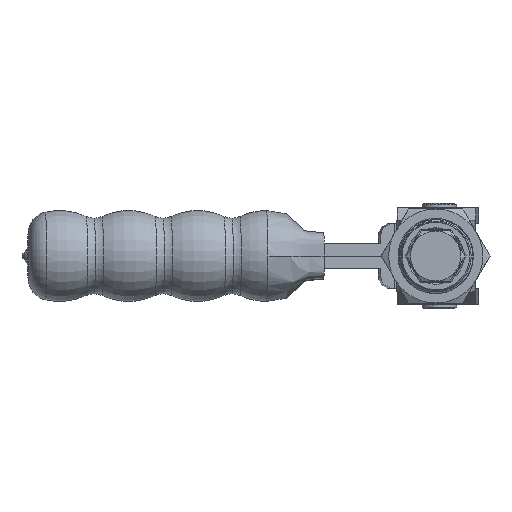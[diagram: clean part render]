
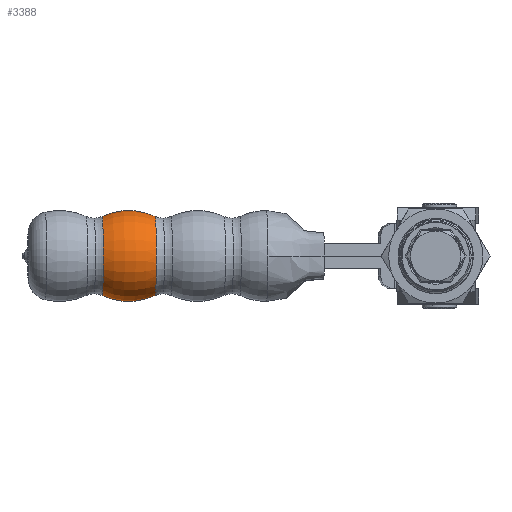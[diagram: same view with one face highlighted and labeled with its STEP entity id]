
A CAD part, left-side view. The second image highlights one B-rep face of the part: STEP entity #3388.
In plain terms, the highlighted toroidal (fillet/blend) face has major radius 5.5 mm and minor radius 20 mm.
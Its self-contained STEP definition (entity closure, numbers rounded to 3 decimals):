
#374 = DIRECTION ( 'NONE',  ( 0., 0., -1. ) ) ;
#1373 = CIRCLE ( 'NONE', #30439, 12.622 ) ;
#2508 = CIRCLE ( 'NONE', #28757, 20. ) ;
#3388 = ADVANCED_FACE ( 'NONE', ( #31983 ), #9026, .T. ) ;
#3549 = ORIENTED_EDGE ( 'NONE', *, *, #20392, .F. ) ;
#3638 = EDGE_CURVE ( 'NONE', #7424, #25273, #2508, .T. ) ;
#4989 = CIRCLE ( 'NONE', #21562, 20. ) ;
#6553 = DIRECTION ( 'NONE',  ( 0.035, -0.999, 0. ) ) ;
#7424 = VERTEX_POINT ( 'NONE', #21569 ) ;
#7607 = CARTESIAN_POINT ( 'NONE',  ( 150.579, 97.972, 5.5 ) ) ;
#8636 = VERTEX_POINT ( 'NONE', #9257 ) ;
#9026 = TOROIDAL_SURFACE ( 'NONE', #32845, -5.5, 20. ) ;
#9257 = CARTESIAN_POINT ( 'NONE',  ( 150.283, 106.428, 12.622 ) ) ;
#9313 = CARTESIAN_POINT ( 'NONE',  ( 150.874, 89.515, -12.622 ) ) ;
#10186 = DIRECTION ( 'NONE',  ( 0.035, -0.999, 0. ) ) ;
#10802 = CIRCLE ( 'NONE', #30247, 12.622 ) ;
#12620 = EDGE_CURVE ( 'NONE', #8636, #7424, #1373, .T. ) ;
#13140 = DIRECTION ( 'NONE',  ( 0.035, -0.999, 0. ) ) ;
#13184 = ORIENTED_EDGE ( 'NONE', *, *, #13559, .F. ) ;
#13559 = EDGE_CURVE ( 'NONE', #8636, #32013, #4989, .T. ) ;
#14285 = CARTESIAN_POINT ( 'NONE',  ( 150.579, 97.972, -5.5 ) ) ;
#15853 = DIRECTION ( 'NONE',  ( 0.035, -0.999, 0. ) ) ;
#16080 = CARTESIAN_POINT ( 'NONE',  ( 150.874, 89.515, 12.622 ) ) ;
#16873 = DIRECTION ( 'NONE',  ( -0.035, 0.999, 0. ) ) ;
#16962 = ORIENTED_EDGE ( 'NONE', *, *, #12620, .T. ) ;
#18848 = ORIENTED_EDGE ( 'NONE', *, *, #3638, .T. ) ;
#20392 = EDGE_CURVE ( 'NONE', #32013, #25273, #10802, .T. ) ;
#21562 = AXIS2_PLACEMENT_3D ( 'NONE', #14285, #32297, #16873 ) ;
#21569 = CARTESIAN_POINT ( 'NONE',  ( 150.283, 106.428, -12.622 ) ) ;
#21970 = CARTESIAN_POINT ( 'NONE',  ( 150.283, 106.428, 0. ) ) ;
#23057 = CARTESIAN_POINT ( 'NONE',  ( 150.579, 97.972, 0. ) ) ;
#23735 = EDGE_LOOP ( 'NONE', ( #13184, #16962, #18848, #3549 ) ) ;
#24578 = DIRECTION ( 'NONE',  ( 0., 0., -1. ) ) ;
#25273 = VERTEX_POINT ( 'NONE', #9313 ) ;
#25601 = DIRECTION ( 'NONE',  ( -0.999, -0.035, 0. ) ) ;
#28757 = AXIS2_PLACEMENT_3D ( 'NONE', #7607, #25601, #10186 ) ;
#30247 = AXIS2_PLACEMENT_3D ( 'NONE', #31305, #15853, #374 ) ;
#30439 = AXIS2_PLACEMENT_3D ( 'NONE', #21970, #6553, #24578 ) ;
#31178 = DIRECTION ( 'NONE',  ( 0., 0., -1. ) ) ;
#31305 = CARTESIAN_POINT ( 'NONE',  ( 150.874, 89.515, 0. ) ) ;
#31983 = FACE_OUTER_BOUND ( 'NONE', #23735, .T. ) ;
#32013 = VERTEX_POINT ( 'NONE', #16080 ) ;
#32297 = DIRECTION ( 'NONE',  ( 0.999, 0.035, 0. ) ) ;
#32845 = AXIS2_PLACEMENT_3D ( 'NONE', #23057, #13140, #31178 ) ;
